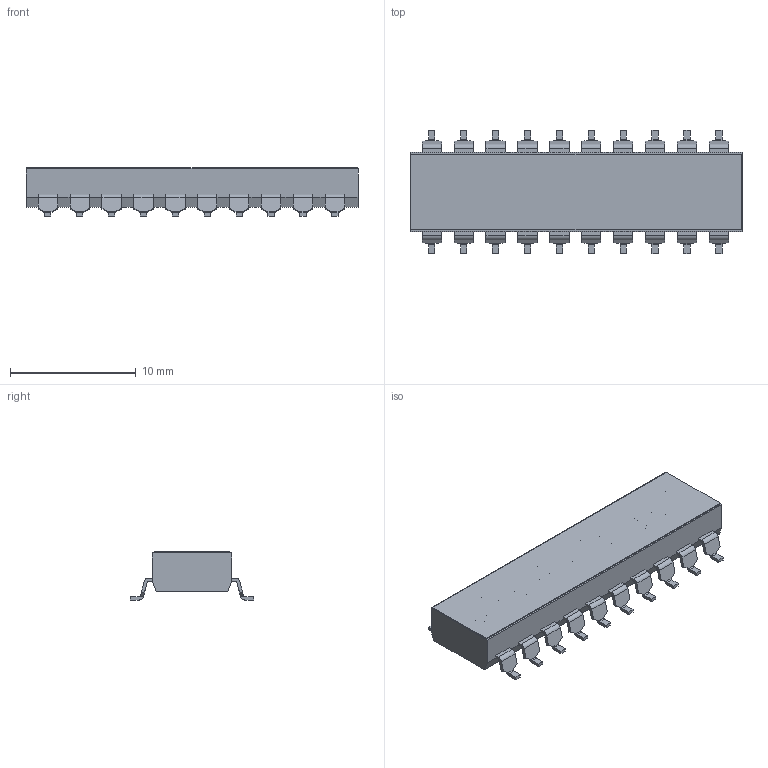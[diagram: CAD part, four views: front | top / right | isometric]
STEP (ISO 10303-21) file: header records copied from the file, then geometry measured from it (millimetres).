
FILE_DESCRIPTION(/* description */ (''),/* implementation_level */ '2;1');
FILE_NAME(/* name */ 'KAE10TGGx.stp',/* time_stamp */ '2025-05-21T10:09:38-05:00',/* author */ ('mroman'),/* organization */ (''),/* preprocessor_version */ 'ST-DEVELOPER v18.1',/* originating_system */ 'Autodesk Inventor 2022',/* authorisation */ '');
FILE_SCHEMA (('AUTOMOTIVE_DESIGN { 1 0 10303 214 3 1 1 }'));
Length unit declared in the file: centimetre
Products named in the file (1): KAE10TGGx
Bounding box: 26.44 x 9.8 x 3.83 mm (x, y, z)
Volume: 525.5 mm3; surface area: 742.4 mm2
Topology: 1 solids, 11 shells, 503 faces, 1330 edges, 840 vertices
Faces by surface type: plane 423, cylinder 80
Entity records: 15259 total; most frequent: CARTESIAN_POINT 2674, ORIENTED_EDGE 2660, DIRECTION 2498, EDGE_CURVE 1330, LINE 1170, VECTOR 1170, VERTEX_POINT 840, AXIS2_PLACEMENT_3D 664
